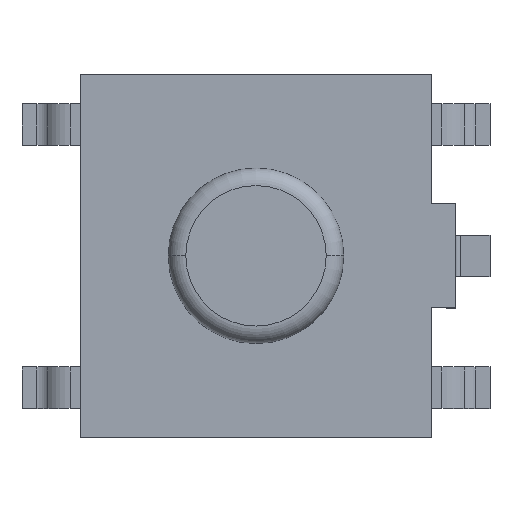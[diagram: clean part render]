
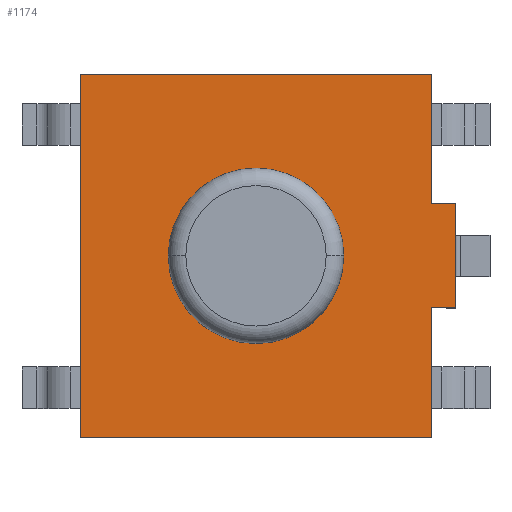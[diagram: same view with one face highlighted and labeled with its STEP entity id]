
A CAD part, top view. The second image highlights one B-rep face of the part: STEP entity #1174.
In plain terms, the highlighted planar face has unit normal (0, 0, 1).
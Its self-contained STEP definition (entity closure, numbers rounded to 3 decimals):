
#84=DIRECTION('',(0.,-1.,0.));
#85=VECTOR('',#84,6.2);
#86=CARTESIAN_POINT('',(-2.995,3.1,0.));
#87=LINE('',#86,#85);
#120=DIRECTION('',(1.,0.,0.));
#121=VECTOR('',#120,5.99);
#122=CARTESIAN_POINT('',(-2.995,-3.1,0.));
#123=LINE('',#122,#121);
#124=CARTESIAN_POINT('',(0.,0.,0.));
#125=DIRECTION('',(0.,0.,-1.));
#126=DIRECTION('',(1.,0.,0.));
#127=AXIS2_PLACEMENT_3D('',#124,#125,#126);
#129=CARTESIAN_POINT('',(0.,0.,0.));
#130=DIRECTION('',(0.,0.,-1.));
#131=DIRECTION('',(-1.,0.,0.));
#132=AXIS2_PLACEMENT_3D('',#129,#130,#131);
#134=DIRECTION('',(1.,0.,0.));
#135=VECTOR('',#134,5.99);
#136=CARTESIAN_POINT('',(-2.995,3.1,0.));
#137=LINE('',#136,#135);
#220=DIRECTION('',(0.,-1.,0.));
#221=VECTOR('',#220,2.21);
#222=CARTESIAN_POINT('',(2.995,3.1,0.));
#223=LINE('',#222,#221);
#236=DIRECTION('',(0.,-1.,0.));
#237=VECTOR('',#236,2.21);
#238=CARTESIAN_POINT('',(2.995,-0.89,0.));
#239=LINE('',#238,#237);
#696=DIRECTION('',(1.,0.,0.));
#697=VECTOR('',#696,0.415);
#698=CARTESIAN_POINT('',(2.995,-0.89,0.));
#699=LINE('',#698,#697);
#744=DIRECTION('',(0.,1.,0.));
#745=VECTOR('',#744,1.78);
#746=CARTESIAN_POINT('',(3.41,-0.89,0.));
#747=LINE('',#746,#745);
#832=DIRECTION('',(1.,0.,0.));
#833=VECTOR('',#832,0.415);
#834=CARTESIAN_POINT('',(2.995,0.89,0.));
#835=LINE('',#834,#833);
#852=CARTESIAN_POINT('',(-2.995,3.1,0.));
#853=CARTESIAN_POINT('',(-2.995,-3.1,0.));
#854=VERTEX_POINT('',#852);
#855=VERTEX_POINT('',#853);
#861=CARTESIAN_POINT('',(2.995,3.1,0.));
#863=VERTEX_POINT('',#861);
#866=CARTESIAN_POINT('',(2.995,-3.1,0.));
#867=VERTEX_POINT('',#866);
#876=CARTESIAN_POINT('',(1.5,0.,0.));
#877=CARTESIAN_POINT('',(-1.5,0.,0.));
#878=VERTEX_POINT('',#876);
#879=VERTEX_POINT('',#877);
#1040=CARTESIAN_POINT('',(3.41,-0.89,0.));
#1041=CARTESIAN_POINT('',(3.41,0.89,0.));
#1042=VERTEX_POINT('',#1040);
#1043=VERTEX_POINT('',#1041);
#1044=CARTESIAN_POINT('',(2.995,-0.89,0.));
#1046=VERTEX_POINT('',#1044);
#1048=CARTESIAN_POINT('',(2.995,0.89,0.));
#1050=VERTEX_POINT('',#1048);
#1147=CARTESIAN_POINT('',(-2.995,3.1,0.));
#1148=DIRECTION('',(0.,0.,1.));
#1149=DIRECTION('',(0.,-1.,0.));
#1150=AXIS2_PLACEMENT_3D('',#1147,#1148,#1149);
#1151=PLANE('',#1150);
#1153=ORIENTED_EDGE('',*,*,#1152,.T.);
#1155=ORIENTED_EDGE('',*,*,#1154,.T.);
#1157=ORIENTED_EDGE('',*,*,#1156,.F.);
#1159=ORIENTED_EDGE('',*,*,#1158,.F.);
#1161=ORIENTED_EDGE('',*,*,#1160,.T.);
#1162=ORIENTED_EDGE('',*,*,#1138,.F.);
#1163=ORIENTED_EDGE('',*,*,#1107,.F.);
#1165=ORIENTED_EDGE('',*,*,#1164,.T.);
#1166=EDGE_LOOP('',(#1153,#1155,#1157,#1159,#1161,#1162,#1163,#1165));
#1167=FACE_OUTER_BOUND('',#1166,.F.);
#1169=ORIENTED_EDGE('',*,*,#1168,.F.);
#1171=ORIENTED_EDGE('',*,*,#1170,.F.);
#1172=EDGE_LOOP('',(#1169,#1171));
#1173=FACE_BOUND('',#1172,.F.);
#1174=ADVANCED_FACE('',(#1167,#1173),#1151,.T.);
#128=CIRCLE('',#127,1.5);
#133=CIRCLE('',#132,1.5);
#1107=EDGE_CURVE('',#854,#855,#87,.T.);
#1138=EDGE_CURVE('',#855,#867,#123,.T.);
#1152=EDGE_CURVE('',#863,#1050,#223,.T.);
#1154=EDGE_CURVE('',#1050,#1043,#835,.T.);
#1156=EDGE_CURVE('',#1042,#1043,#747,.T.);
#1158=EDGE_CURVE('',#1046,#1042,#699,.T.);
#1160=EDGE_CURVE('',#1046,#867,#239,.T.);
#1164=EDGE_CURVE('',#854,#863,#137,.T.);
#1168=EDGE_CURVE('',#878,#879,#128,.T.);
#1170=EDGE_CURVE('',#879,#878,#133,.T.);
